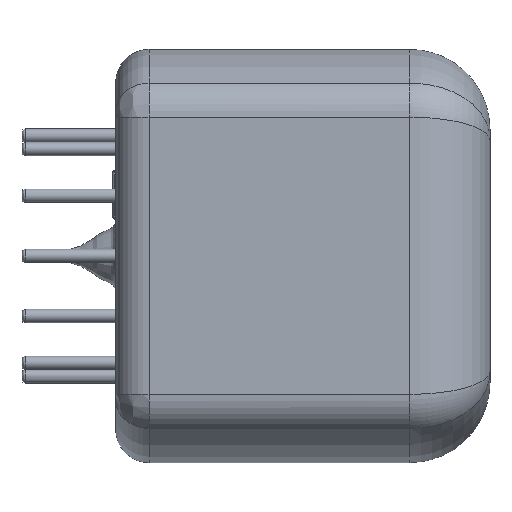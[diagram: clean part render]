
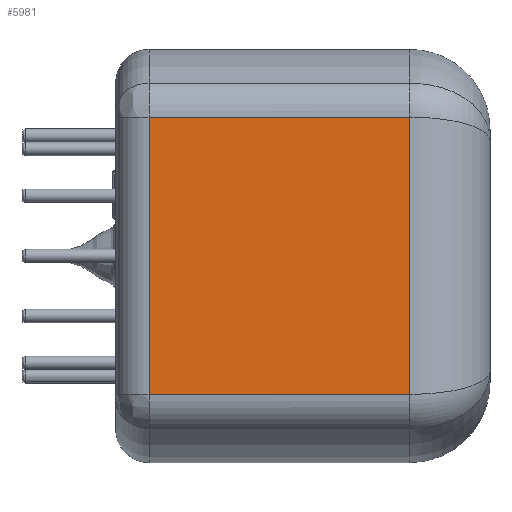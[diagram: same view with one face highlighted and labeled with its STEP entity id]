
A CAD part, top view. The second image highlights one B-rep face of the part: STEP entity #5981.
In plain terms, the highlighted face is planar.
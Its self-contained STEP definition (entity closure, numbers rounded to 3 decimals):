
#5981=ADVANCED_FACE('',(#17040),#17042,.T.);
#17040=FACE_OUTER_BOUND('',#17041,.T.);
#17041=EDGE_LOOP('',(#29776,#29777,#29778,#29779));
#17042=PLANE('',#17043);
#17043=AXIS2_PLACEMENT_3D('',#17044,#17045,#17046);
#17044=CARTESIAN_POINT('',(-10.5,10.358,-4.));
#17045=DIRECTION('',(-1.,0.,0.));
#17046=DIRECTION('',(0.,-1.,0.));
#29776=ORIENTED_EDGE('',*,*,#34078,.T.);
#29777=ORIENTED_EDGE('',*,*,#34130,.F.);
#29778=ORIENTED_EDGE('',*,*,#34131,.F.);
#29779=ORIENTED_EDGE('',*,*,#34132,.T.);
#34078=EDGE_CURVE('',#39150,#39151,#39152,.T.);
#34130=EDGE_CURVE('',#39234,#39151,#39235,.T.);
#34131=EDGE_CURVE('',#39236,#39234,#39237,.T.);
#34132=EDGE_CURVE('',#39236,#39150,#39238,.T.);
#39150=VERTEX_POINT('',#52337);
#39151=VERTEX_POINT('',#52338);
#39152=LINE('',#52339,#52340);
#39234=VERTEX_POINT('',#52563);
#39235=LINE('',#52564,#52565);
#39236=VERTEX_POINT('',#52567);
#39237=LINE('',#52568,#52569);
#39238=LINE('',#52571,#52572);
#52337=CARTESIAN_POINT('',(-10.5,-10.358,21.5));
#52338=CARTESIAN_POINT('',(-10.5,10.358,21.5));
#52339=CARTESIAN_POINT('',(-10.5,-10.358,21.5));
#52340=VECTOR('',#52341,1.);
#52341=DIRECTION('',(0.,1.,0.));
#52563=CARTESIAN_POINT('',(-10.5,10.358,2.));
#52564=CARTESIAN_POINT('',(-10.5,10.358,2.));
#52565=VECTOR('',#52566,1.);
#52566=DIRECTION('',(0.,0.,1.));
#52567=CARTESIAN_POINT('',(-10.5,-10.358,2.));
#52568=CARTESIAN_POINT('',(-10.5,-10.358,2.));
#52569=VECTOR('',#52570,1.);
#52570=DIRECTION('',(0.,1.,0.));
#52571=CARTESIAN_POINT('',(-10.5,-10.358,2.));
#52572=VECTOR('',#52573,1.);
#52573=DIRECTION('',(0.,0.,1.));
